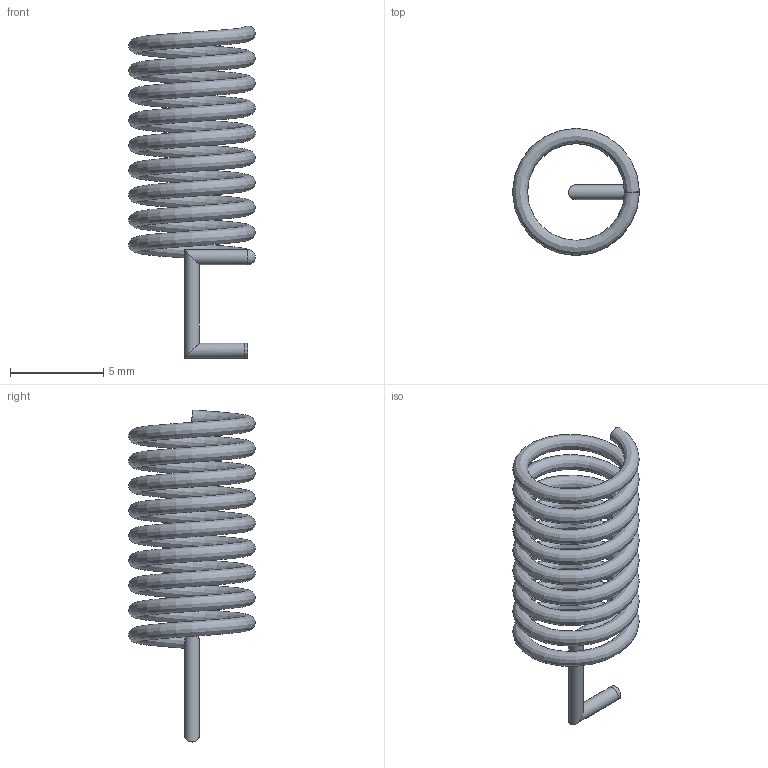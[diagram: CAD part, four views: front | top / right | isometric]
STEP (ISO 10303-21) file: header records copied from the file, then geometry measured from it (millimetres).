
FILE_DESCRIPTION(/* description */ ('STEP AP242','CAx-IF Rec.Pracs.---Representation and Presentation of Product Manufacturing Information (PMI)---4.0---2014-10-13','CAx-IF Rec.Pracs.---3D Tessellated Geometry---0.4---2014-09-14','2;1'),/* implementation_level */ '2;1');
FILE_NAME(/* name */ '6609b33ef10d7d54a15b62c6',/* time_stamp */ '2024-03-31T19:02:23Z',/* author */ (''),/* organization */ (''),/* preprocessor_version */ 'ST-DEVELOPER v19.4',/* originating_system */ ' ',/* authorisation */ ' ');
FILE_SCHEMA (('AP242_MANAGED_MODEL_BASED_3D_ENGINEERING_MIM_LF { 1 0 10303 442 1 1 4 }'));
Length unit declared in the file: metre
Products named in the file (4): Part 2; Surface 1; Part 1; Curve 1
Bounding box: 6.8 x 6.8 x 17.8 mm (x, y, z)
Volume: 85.8 mm3; surface area: 459.7 mm2
Topology: 2 solids, 3 shells, 9 faces, 19 edges, 13 vertices
Faces by surface type: cylinder 4, plane 3, bspline 1, sphere 1
Full cylindrical faces by diameter (mm): 0.8 x4
Entity records: 1724 total; most frequent: CARTESIAN_POINT 1476, DIRECTION 40, AXIS2_PLACEMENT_3D 20, ORIENTED_EDGE 14, EDGE_LOOP 14, FACE_BOUND 14, ADVANCED_FACE 9, EDGE_CURVE 8
